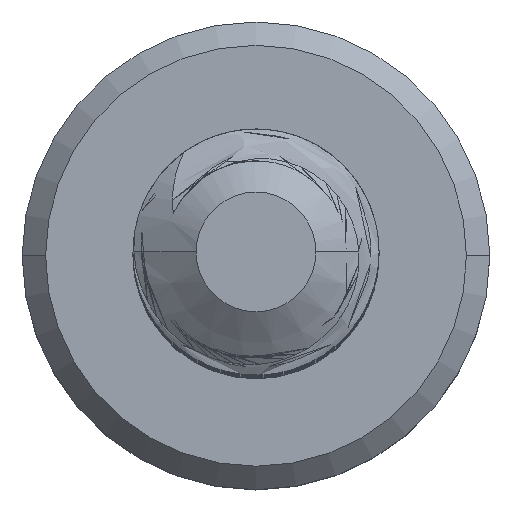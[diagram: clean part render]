
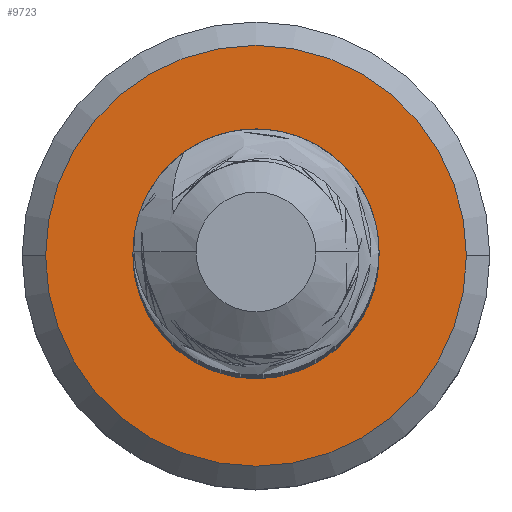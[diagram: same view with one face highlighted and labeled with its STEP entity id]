
A CAD part, top view. The second image highlights one B-rep face of the part: STEP entity #9723.
In plain terms, the highlighted planar face has unit normal (0, 0, 1).
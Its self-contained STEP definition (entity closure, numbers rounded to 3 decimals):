
#19 = ORIENTED_EDGE ( 'NONE', *, *, #5401, .T. ) ;
#73 = CIRCLE ( 'NONE', #788, 1. ) ;
#517 = CARTESIAN_POINT ( 'NONE',  ( 0., 0., -18. ) ) ;
#772 = CIRCLE ( 'NONE', #1795, 1.71 ) ;
#788 = AXIS2_PLACEMENT_3D ( 'NONE', #7168, #2375, #7991 ) ;
#1129 = VERTEX_POINT ( 'NONE', #7541 ) ;
#1189 = ORIENTED_EDGE ( 'NONE', *, *, #4821, .F. ) ;
#1330 = DIRECTION ( 'NONE',  ( -1., 0., 0. ) ) ;
#1777 = VERTEX_POINT ( 'NONE', #10352 ) ;
#1795 = AXIS2_PLACEMENT_3D ( 'NONE', #3276, #8891, #4089 ) ;
#1987 = CIRCLE ( 'NONE', #4675, 1. ) ;
#2255 = CARTESIAN_POINT ( 'NONE',  ( 1., 0., -18. ) ) ;
#2375 = DIRECTION ( 'NONE',  ( 0., 0., 1. ) ) ;
#2728 = CIRCLE ( 'NONE', #4576, 1.71 ) ;
#2890 = CARTESIAN_POINT ( 'NONE',  ( 0., 0., -18. ) ) ;
#2912 = DIRECTION ( 'NONE',  ( 0., 0., -1. ) ) ;
#3276 = CARTESIAN_POINT ( 'NONE',  ( 0., 0., -18. ) ) ;
#3670 = EDGE_CURVE ( 'NONE', #1129, #6377, #772, .T. ) ;
#4089 = DIRECTION ( 'NONE',  ( -1., 0., 0. ) ) ;
#4316 = CARTESIAN_POINT ( 'NONE',  ( 0., 0., -18. ) ) ;
#4576 = AXIS2_PLACEMENT_3D ( 'NONE', #517, #6097, #1330 ) ;
#4675 = AXIS2_PLACEMENT_3D ( 'NONE', #4316, #9928, #5086 ) ;
#4821 = EDGE_CURVE ( 'NONE', #5845, #1777, #73, .T. ) ;
#5086 = DIRECTION ( 'NONE',  ( 1., 0., 0. ) ) ;
#5096 = ORIENTED_EDGE ( 'NONE', *, *, #3670, .T. ) ;
#5401 = EDGE_CURVE ( 'NONE', #6377, #1129, #2728, .T. ) ;
#5845 = VERTEX_POINT ( 'NONE', #2255 ) ;
#6097 = DIRECTION ( 'NONE',  ( 0., 0., 1. ) ) ;
#6377 = VERTEX_POINT ( 'NONE', #9129 ) ;
#6552 = EDGE_LOOP ( 'NONE', ( #1189, #8426 ) ) ;
#7168 = CARTESIAN_POINT ( 'NONE',  ( 0., 0., -18. ) ) ;
#7227 = EDGE_LOOP ( 'NONE', ( #5096, #19 ) ) ;
#7541 = CARTESIAN_POINT ( 'NONE',  ( -1.71, 0., -18. ) ) ;
#7704 = PLANE ( 'NONE',  #9950 ) ;
#7991 = DIRECTION ( 'NONE',  ( 1., 0., 0. ) ) ;
#7992 = FACE_OUTER_BOUND ( 'NONE', #7227, .T. ) ;
#8426 = ORIENTED_EDGE ( 'NONE', *, *, #10126, .F. ) ;
#8522 = FACE_BOUND ( 'NONE', #6552, .T. ) ;
#8526 = DIRECTION ( 'NONE',  ( -1., 0., 0. ) ) ;
#8891 = DIRECTION ( 'NONE',  ( 0., 0., 1. ) ) ;
#9129 = CARTESIAN_POINT ( 'NONE',  ( 1.71, 0., -18. ) ) ;
#9723 = ADVANCED_FACE ( 'NONE', ( #7992, #8522 ), #7704, .F. ) ;
#9928 = DIRECTION ( 'NONE',  ( 0., 0., 1. ) ) ;
#9950 = AXIS2_PLACEMENT_3D ( 'NONE', #2890, #2912, #8526 ) ;
#10126 = EDGE_CURVE ( 'NONE', #1777, #5845, #1987, .T. ) ;
#10352 = CARTESIAN_POINT ( 'NONE',  ( -1., 0., -18. ) ) ;
